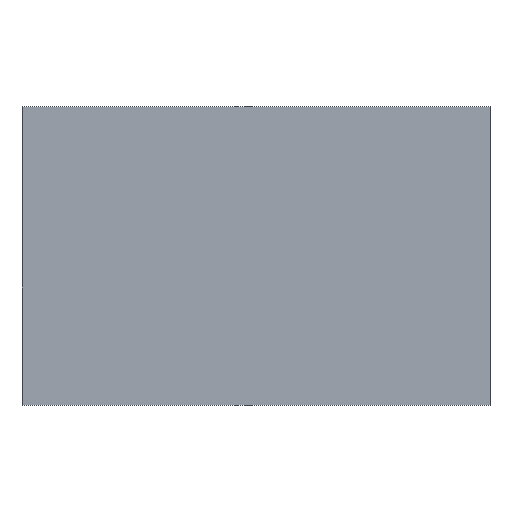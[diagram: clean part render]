
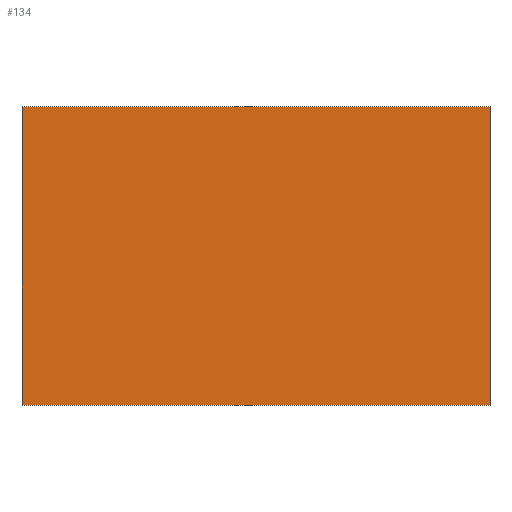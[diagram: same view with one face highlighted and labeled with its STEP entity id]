
A CAD part, top view. The second image highlights one B-rep face of the part: STEP entity #134.
In plain terms, the highlighted planar face has unit normal (0, 0, 1).
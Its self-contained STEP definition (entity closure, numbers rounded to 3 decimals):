
#5 = EDGE_CURVE ( 'NONE', #184, #119, #94, .T. ) ;
#8 = DIRECTION ( 'NONE',  ( 1., 0., 0. ) ) ;
#15 = CARTESIAN_POINT ( 'NONE',  ( -74.865, 47.794, 30. ) ) ;
#21 = VERTEX_POINT ( 'NONE', #216 ) ;
#26 = VECTOR ( 'NONE', #83, 1000. ) ;
#27 = EDGE_LOOP ( 'NONE', ( #63, #170, #214, #99 ) ) ;
#33 = CARTESIAN_POINT ( 'NONE',  ( -74.865, 47.794, 30. ) ) ;
#34 = VECTOR ( 'NONE', #8, 1000. ) ;
#36 = CARTESIAN_POINT ( 'NONE',  ( -74.865, -47.794, 30. ) ) ;
#45 = EDGE_CURVE ( 'NONE', #172, #21, #78, .T. ) ;
#52 = AXIS2_PLACEMENT_3D ( 'NONE', #220, #197, #234 ) ;
#62 = LINE ( 'NONE', #107, #26 ) ;
#63 = ORIENTED_EDGE ( 'NONE', *, *, #93, .T. ) ;
#68 = CARTESIAN_POINT ( 'NONE',  ( -74.865, 47.794, 30. ) ) ;
#78 = LINE ( 'NONE', #36, #34 ) ;
#81 = DIRECTION ( 'NONE',  ( -1., 0., 0. ) ) ;
#83 = DIRECTION ( 'NONE',  ( 0., 1., 0. ) ) ;
#93 = EDGE_CURVE ( 'NONE', #21, #184, #62, .T. ) ;
#94 = LINE ( 'NONE', #15, #188 ) ;
#99 = ORIENTED_EDGE ( 'NONE', *, *, #45, .T. ) ;
#107 = CARTESIAN_POINT ( 'NONE',  ( 74.865, 47.794, 30. ) ) ;
#112 = CARTESIAN_POINT ( 'NONE',  ( 74.865, 47.794, 30. ) ) ;
#119 = VERTEX_POINT ( 'NONE', #68 ) ;
#121 = EDGE_CURVE ( 'NONE', #119, #172, #128, .T. ) ;
#124 = DIRECTION ( 'NONE',  ( 0., -1., 0. ) ) ;
#128 = LINE ( 'NONE', #33, #217 ) ;
#134 = ADVANCED_FACE ( 'NONE', ( #193 ), #152, .T. ) ;
#150 = CARTESIAN_POINT ( 'NONE',  ( -74.865, -47.794, 30. ) ) ;
#152 = PLANE ( 'NONE',  #52 ) ;
#170 = ORIENTED_EDGE ( 'NONE', *, *, #5, .T. ) ;
#172 = VERTEX_POINT ( 'NONE', #150 ) ;
#184 = VERTEX_POINT ( 'NONE', #112 ) ;
#188 = VECTOR ( 'NONE', #81, 1000. ) ;
#193 = FACE_OUTER_BOUND ( 'NONE', #27, .T. ) ;
#197 = DIRECTION ( 'NONE',  ( 0., 0., 1. ) ) ;
#214 = ORIENTED_EDGE ( 'NONE', *, *, #121, .T. ) ;
#216 = CARTESIAN_POINT ( 'NONE',  ( 74.865, -47.794, 30. ) ) ;
#217 = VECTOR ( 'NONE', #124, 1000. ) ;
#220 = CARTESIAN_POINT ( 'NONE',  ( 0., 0., 30. ) ) ;
#234 = DIRECTION ( 'NONE',  ( 1., 0., 0. ) ) ;
